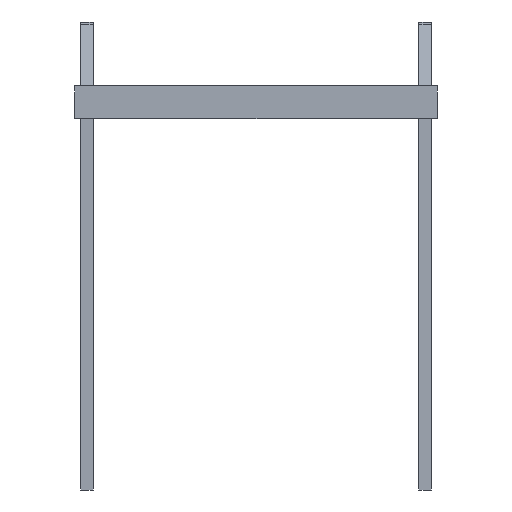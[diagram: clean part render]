
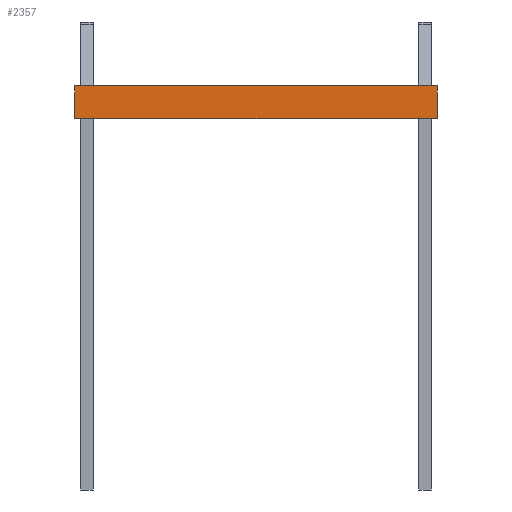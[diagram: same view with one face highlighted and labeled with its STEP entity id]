
A CAD part, left-side view. The second image highlights one B-rep face of the part: STEP entity #2357.
In plain terms, the highlighted planar face has unit normal (-1, 0, 0).
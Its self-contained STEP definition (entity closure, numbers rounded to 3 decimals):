
#224=DIRECTION('',(0.,1.,0.));
#225=VECTOR('',#224,44.);
#226=CARTESIAN_POINT('',(-241.5,-22.,0.));
#227=LINE('',#226,#225);
#332=DIRECTION('',(0.,0.,1.));
#333=VECTOR('',#332,4.);
#334=CARTESIAN_POINT('',(-241.5,-22.,-4.));
#335=LINE('',#334,#333);
#336=DIRECTION('',(0.,0.,-1.));
#337=VECTOR('',#336,4.);
#338=CARTESIAN_POINT('',(-241.5,22.,0.));
#339=LINE('',#338,#337);
#922=DIRECTION('',(0.,-1.,0.));
#923=VECTOR('',#922,44.);
#924=CARTESIAN_POINT('',(-241.5,22.,-4.));
#925=LINE('',#924,#923);
#1768=CARTESIAN_POINT('',(-241.5,22.,0.));
#1769=CARTESIAN_POINT('',(-241.5,22.,-4.));
#1770=VERTEX_POINT('',#1768);
#1771=VERTEX_POINT('',#1769);
#1772=CARTESIAN_POINT('',(-241.5,-22.,-4.));
#1773=CARTESIAN_POINT('',(-241.5,-22.,0.));
#1774=VERTEX_POINT('',#1772);
#1775=VERTEX_POINT('',#1773);
#2343=CARTESIAN_POINT('',(-241.5,0.,0.));
#2344=DIRECTION('',(-1.,0.,0.));
#2345=DIRECTION('',(0.,0.,1.));
#2346=AXIS2_PLACEMENT_3D('',#2343,#2344,#2345);
#2347=PLANE('',#2346);
#2348=ORIENTED_EDGE('',*,*,#2261,.F.);
#2350=ORIENTED_EDGE('',*,*,#2349,.F.);
#2352=ORIENTED_EDGE('',*,*,#2351,.F.);
#2354=ORIENTED_EDGE('',*,*,#2353,.F.);
#2355=EDGE_LOOP('',(#2348,#2350,#2352,#2354));
#2356=FACE_OUTER_BOUND('',#2355,.F.);
#2357=ADVANCED_FACE('',(#2356),#2347,.T.);
#2261=EDGE_CURVE('',#1775,#1770,#227,.T.);
#2349=EDGE_CURVE('',#1774,#1775,#335,.T.);
#2351=EDGE_CURVE('',#1771,#1774,#925,.T.);
#2353=EDGE_CURVE('',#1770,#1771,#339,.T.);
